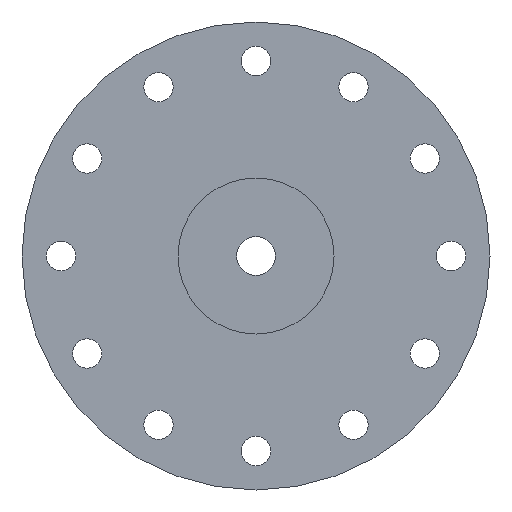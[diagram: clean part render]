
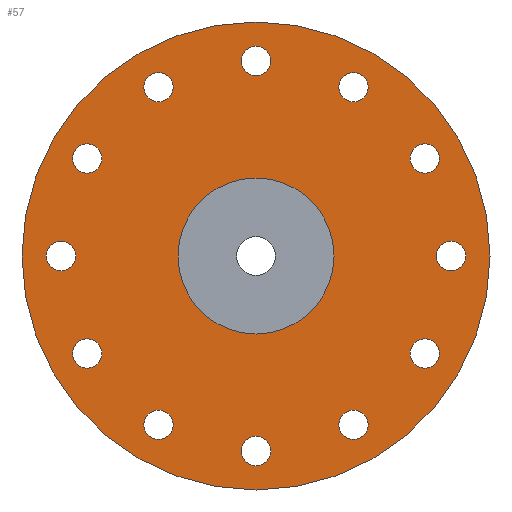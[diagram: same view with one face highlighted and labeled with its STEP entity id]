
A CAD part, front view. The second image highlights one B-rep face of the part: STEP entity #57.
In plain terms, the highlighted planar face has unit normal (0, -1, 0).
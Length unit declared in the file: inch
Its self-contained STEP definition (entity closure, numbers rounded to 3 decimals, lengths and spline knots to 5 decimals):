
#49=PLANE('',#1544);
#57=ADVANCED_FACE('',(#117,#118,#119,#120,#121,#122,#123,#124,#125,#126,
#127,#128,#129,#130),#49,.T.);
#117=FACE_BOUND('',#213,.T.);
#118=FACE_BOUND('',#214,.T.);
#119=FACE_BOUND('',#215,.T.);
#120=FACE_BOUND('',#216,.T.);
#121=FACE_BOUND('',#217,.T.);
#122=FACE_BOUND('',#218,.T.);
#123=FACE_BOUND('',#219,.T.);
#124=FACE_BOUND('',#220,.T.);
#125=FACE_BOUND('',#221,.T.);
#126=FACE_BOUND('',#222,.T.);
#127=FACE_BOUND('',#223,.T.);
#128=FACE_BOUND('',#224,.T.);
#129=FACE_BOUND('',#225,.T.);
#130=FACE_BOUND('',#226,.T.);
#213=EDGE_LOOP('',(#305));
#214=EDGE_LOOP('',(#306));
#215=EDGE_LOOP('',(#307));
#216=EDGE_LOOP('',(#308));
#217=EDGE_LOOP('',(#309));
#218=EDGE_LOOP('',(#310));
#219=EDGE_LOOP('',(#311));
#220=EDGE_LOOP('',(#312));
#221=EDGE_LOOP('',(#313));
#222=EDGE_LOOP('',(#314));
#223=EDGE_LOOP('',(#315));
#224=EDGE_LOOP('',(#316));
#225=EDGE_LOOP('',(#317));
#226=EDGE_LOOP('',(#318));
#305=ORIENTED_EDGE('',*,*,#443,.F.);
#306=ORIENTED_EDGE('',*,*,#444,.F.);
#307=ORIENTED_EDGE('',*,*,#445,.F.);
#308=ORIENTED_EDGE('',*,*,#446,.F.);
#309=ORIENTED_EDGE('',*,*,#447,.F.);
#310=ORIENTED_EDGE('',*,*,#448,.F.);
#311=ORIENTED_EDGE('',*,*,#449,.F.);
#312=ORIENTED_EDGE('',*,*,#450,.F.);
#313=ORIENTED_EDGE('',*,*,#451,.F.);
#314=ORIENTED_EDGE('',*,*,#452,.F.);
#315=ORIENTED_EDGE('',*,*,#453,.F.);
#316=ORIENTED_EDGE('',*,*,#454,.F.);
#317=ORIENTED_EDGE('',*,*,#455,.T.);
#318=ORIENTED_EDGE('',*,*,#442,.F.);
#392=VERTEX_POINT('',#2120);
#393=VERTEX_POINT('',#2123);
#394=VERTEX_POINT('',#2125);
#395=VERTEX_POINT('',#2127);
#396=VERTEX_POINT('',#2129);
#397=VERTEX_POINT('',#2131);
#398=VERTEX_POINT('',#2133);
#399=VERTEX_POINT('',#2135);
#400=VERTEX_POINT('',#2137);
#401=VERTEX_POINT('',#2139);
#402=VERTEX_POINT('',#2141);
#403=VERTEX_POINT('',#2143);
#404=VERTEX_POINT('',#2145);
#405=VERTEX_POINT('',#2147);
#442=EDGE_CURVE('',#392,#392,#510,.T.);
#443=EDGE_CURVE('',#393,#393,#511,.T.);
#444=EDGE_CURVE('',#394,#394,#512,.T.);
#445=EDGE_CURVE('',#395,#395,#513,.T.);
#446=EDGE_CURVE('',#396,#396,#514,.T.);
#447=EDGE_CURVE('',#397,#397,#515,.T.);
#448=EDGE_CURVE('',#398,#398,#516,.T.);
#449=EDGE_CURVE('',#399,#399,#517,.T.);
#450=EDGE_CURVE('',#400,#400,#518,.T.);
#451=EDGE_CURVE('',#401,#401,#519,.T.);
#452=EDGE_CURVE('',#402,#402,#520,.T.);
#453=EDGE_CURVE('',#403,#403,#521,.T.);
#454=EDGE_CURVE('',#404,#404,#522,.T.);
#455=EDGE_CURVE('',#405,#405,#523,.T.);
#510=CIRCLE('',#1529,1.);
#511=CIRCLE('',#1531,0.1875);
#512=CIRCLE('',#1532,0.1875);
#513=CIRCLE('',#1533,0.1875);
#514=CIRCLE('',#1534,0.1875);
#515=CIRCLE('',#1535,0.1875);
#516=CIRCLE('',#1536,0.1875);
#517=CIRCLE('',#1537,0.1875);
#518=CIRCLE('',#1538,0.1875);
#519=CIRCLE('',#1539,0.1875);
#520=CIRCLE('',#1540,0.1875);
#521=CIRCLE('',#1541,0.1875);
#522=CIRCLE('',#1542,0.1875);
#523=CIRCLE('',#1543,3.);
#1529=AXIS2_PLACEMENT_3D('',#2119,#1739,#1740);
#1531=AXIS2_PLACEMENT_3D('',#2122,#1743,#1744);
#1532=AXIS2_PLACEMENT_3D('',#2124,#1745,#1746);
#1533=AXIS2_PLACEMENT_3D('',#2126,#1747,#1748);
#1534=AXIS2_PLACEMENT_3D('',#2128,#1749,#1750);
#1535=AXIS2_PLACEMENT_3D('',#2130,#1751,#1752);
#1536=AXIS2_PLACEMENT_3D('',#2132,#1753,#1754);
#1537=AXIS2_PLACEMENT_3D('',#2134,#1755,#1756);
#1538=AXIS2_PLACEMENT_3D('',#2136,#1757,#1758);
#1539=AXIS2_PLACEMENT_3D('',#2138,#1759,#1760);
#1540=AXIS2_PLACEMENT_3D('',#2140,#1761,#1762);
#1541=AXIS2_PLACEMENT_3D('',#2142,#1763,#1764);
#1542=AXIS2_PLACEMENT_3D('',#2144,#1765,#1766);
#1543=AXIS2_PLACEMENT_3D('',#2146,#1767,#1768);
#1544=AXIS2_PLACEMENT_3D('',#2148,#1769,#1770);
#1739=DIRECTION('',(0.,-1.,0.));
#1740=DIRECTION('',(0.,0.,-1.));
#1743=DIRECTION('',(0.,-1.,0.));
#1744=DIRECTION('',(1.,0.,0.));
#1745=DIRECTION('',(0.,-1.,0.));
#1746=DIRECTION('',(0.866,0.,-0.5));
#1747=DIRECTION('',(0.,-1.,0.));
#1748=DIRECTION('',(0.5,0.,-0.866));
#1749=DIRECTION('',(0.,-1.,0.));
#1750=DIRECTION('',(0.,0.,1.));
#1751=DIRECTION('',(0.,-1.,0.));
#1752=DIRECTION('',(-0.5,0.,0.866));
#1753=DIRECTION('',(0.,-1.,0.));
#1754=DIRECTION('',(-0.866,0.,0.5));
#1755=DIRECTION('',(0.,-1.,0.));
#1756=DIRECTION('',(-1.,0.,0.));
#1757=DIRECTION('',(0.,-1.,0.));
#1758=DIRECTION('',(-0.866,0.,-0.5));
#1759=DIRECTION('',(0.,-1.,0.));
#1760=DIRECTION('',(-0.5,0.,-0.866));
#1761=DIRECTION('',(0.,-1.,0.));
#1762=DIRECTION('',(0.,0.,-1.));
#1763=DIRECTION('',(0.,-1.,0.));
#1764=DIRECTION('',(0.5,0.,0.866));
#1765=DIRECTION('',(0.,-1.,0.));
#1766=DIRECTION('',(0.866,0.,0.5));
#1767=DIRECTION('',(0.,-1.,0.));
#1768=DIRECTION('',(0.,0.,-1.));
#1769=DIRECTION('',(0.,-1.,0.));
#1770=DIRECTION('',(0.,0.,-1.));
#2119=CARTESIAN_POINT('',(0.,0.,0.));
#2120=CARTESIAN_POINT('',(0.,0.,-1.));
#2122=CARTESIAN_POINT('',(2.5,0.,0.));
#2123=CARTESIAN_POINT('',(2.6875,0.,0.));
#2124=CARTESIAN_POINT('',(2.16506,0.,-1.25));
#2125=CARTESIAN_POINT('',(2.32744,0.,-1.34375));
#2126=CARTESIAN_POINT('',(1.25,0.,-2.16506));
#2127=CARTESIAN_POINT('',(1.34375,0.,-2.32744));
#2128=CARTESIAN_POINT('',(0.,0.,2.5));
#2129=CARTESIAN_POINT('',(0.,0.,2.6875));
#2130=CARTESIAN_POINT('',(-1.25,0.,2.16506));
#2131=CARTESIAN_POINT('',(-1.34375,0.,2.32744));
#2132=CARTESIAN_POINT('',(-2.16506,0.,1.25));
#2133=CARTESIAN_POINT('',(-2.32744,0.,1.34375));
#2134=CARTESIAN_POINT('',(-2.5,0.,0.));
#2135=CARTESIAN_POINT('',(-2.6875,0.,0.));
#2136=CARTESIAN_POINT('',(-2.16506,0.,-1.25));
#2137=CARTESIAN_POINT('',(-2.32744,0.,-1.34375));
#2138=CARTESIAN_POINT('',(-1.25,0.,-2.16506));
#2139=CARTESIAN_POINT('',(-1.34375,0.,-2.32744));
#2140=CARTESIAN_POINT('',(0.,0.,-2.5));
#2141=CARTESIAN_POINT('',(0.,0.,-2.6875));
#2142=CARTESIAN_POINT('',(1.25,0.,2.16506));
#2143=CARTESIAN_POINT('',(1.34375,0.,2.32744));
#2144=CARTESIAN_POINT('',(2.16506,0.,1.25));
#2145=CARTESIAN_POINT('',(2.32744,0.,1.34375));
#2146=CARTESIAN_POINT('',(0.,0.,0.));
#2147=CARTESIAN_POINT('',(0.,0.,-3.));
#2148=CARTESIAN_POINT('',(0.,0.,1.));
